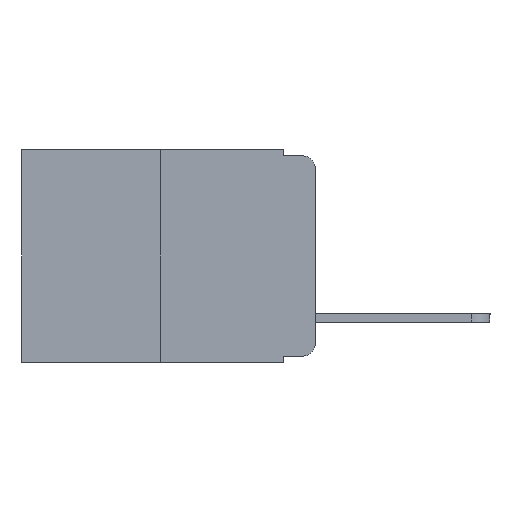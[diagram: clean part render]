
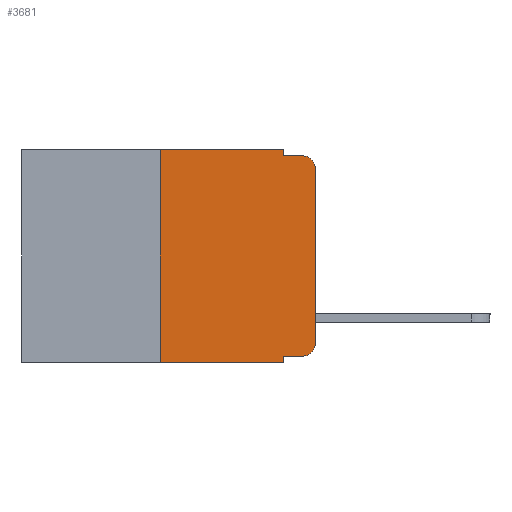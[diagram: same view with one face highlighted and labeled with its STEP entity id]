
A CAD part, left-side view. The second image highlights one B-rep face of the part: STEP entity #3681.
In plain terms, the highlighted planar face has unit normal (-1, 0, 0).
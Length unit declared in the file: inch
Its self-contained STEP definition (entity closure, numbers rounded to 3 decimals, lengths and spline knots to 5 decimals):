
#355 = CARTESIAN_POINT ( 'NONE',  ( 0., 0.02, -0.313 ) ) ;
#449 = ORIENTED_EDGE ( 'NONE', *, *, #6402, .F. ) ;
#653 = ORIENTED_EDGE ( 'NONE', *, *, #6351, .T. ) ;
#844 = ORIENTED_EDGE ( 'NONE', *, *, #6437, .T. ) ;
#1110 = ORIENTED_EDGE ( 'NONE', *, *, #6753, .T. ) ;
#1113 = VECTOR ( 'NONE', #8389, 39.37008 ) ;
#1361 = CARTESIAN_POINT ( 'NONE',  ( 0., 0., -0.313 ) ) ;
#1570 = CARTESIAN_POINT ( 'NONE',  ( 0., 0.051, -0.343 ) ) ;
#1614 = LINE ( 'NONE', #11025, #1113 ) ;
#2028 = DIRECTION ( 'NONE',  ( 0., 0., -1. ) ) ;
#2527 = CARTESIAN_POINT ( 'NONE',  ( 0., 0.051, -0.01 ) ) ;
#2648 = CARTESIAN_POINT ( 'NONE',  ( 0., 0.051, 0. ) ) ;
#3338 = VECTOR ( 'NONE', #7308, 39.37008 ) ;
#3681 = ADVANCED_FACE ( 'NONE', ( #4066 ), #7571, .F. ) ;
#3815 = LINE ( 'NONE', #5840, #3338 ) ;
#3911 = AXIS2_PLACEMENT_3D ( 'NONE', #11841, #7701, #7518 ) ;
#3987 = CARTESIAN_POINT ( 'NONE',  ( 0., 0., -0.03 ) ) ;
#4045 = DIRECTION ( 'NONE',  ( 0., 0., -1. ) ) ;
#4057 = VERTEX_POINT ( 'NONE', #11100 ) ;
#4066 = FACE_OUTER_BOUND ( 'NONE', #14206, .T. ) ;
#4171 = CARTESIAN_POINT ( 'NONE',  ( 0., 0.051, -0.333 ) ) ;
#4403 = CARTESIAN_POINT ( 'NONE',  ( 0., 0.051, -0.01 ) ) ;
#5119 = CIRCLE ( 'NONE', #15962, 0.02 ) ;
#5140 = LINE ( 'NONE', #4171, #14750 ) ;
#5310 = VERTEX_POINT ( 'NONE', #4403 ) ;
#5325 = EDGE_CURVE ( 'NONE', #15250, #12428, #3815, .T. ) ;
#5327 = ORIENTED_EDGE ( 'NONE', *, *, #6331, .T. ) ;
#5346 = ORIENTED_EDGE ( 'NONE', *, *, #6039, .T. ) ;
#5575 = VECTOR ( 'NONE', #6937, 39.37008 ) ;
#5596 = DIRECTION ( 'NONE',  ( 0., -1., 0. ) ) ;
#5837 = VERTEX_POINT ( 'NONE', #13388 ) ;
#5840 = CARTESIAN_POINT ( 'NONE',  ( 0., 0.473, 0. ) ) ;
#6039 = EDGE_CURVE ( 'NONE', #5837, #10781, #10215, .T. ) ;
#6331 = EDGE_CURVE ( 'NONE', #13749, #13233, #7407, .T. ) ;
#6351 = EDGE_CURVE ( 'NONE', #13233, #11423, #6948, .T. ) ;
#6380 = EDGE_CURVE ( 'NONE', #5310, #11423, #13154, .T. ) ;
#6402 = EDGE_CURVE ( 'NONE', #12428, #5310, #15743, .T. ) ;
#6407 = EDGE_CURVE ( 'NONE', #5837, #15250, #1614, .T. ) ;
#6434 = EDGE_CURVE ( 'NONE', #4057, #10781, #12377, .T. ) ;
#6437 = EDGE_CURVE ( 'NONE', #4057, #11438, #5140, .T. ) ;
#6590 = ORIENTED_EDGE ( 'NONE', *, *, #6434, .F. ) ;
#6753 = EDGE_CURVE ( 'NONE', #11438, #13749, #5119, .T. ) ;
#6838 = ORIENTED_EDGE ( 'NONE', *, *, #5325, .F. ) ;
#6874 = CARTESIAN_POINT ( 'NONE',  ( 0., 0.02, -0.03 ) ) ;
#6937 = DIRECTION ( 'NONE',  ( 0., -1., 0. ) ) ;
#6948 = CIRCLE ( 'NONE', #16227, 0.02 ) ;
#7308 = DIRECTION ( 'NONE',  ( 0., -1., 0. ) ) ;
#7407 = LINE ( 'NONE', #16670, #16736 ) ;
#7472 = CARTESIAN_POINT ( 'NONE',  ( 0., 0.473, -0.343 ) ) ;
#7518 = DIRECTION ( 'NONE',  ( 0., 0., -1. ) ) ;
#7571 = PLANE ( 'NONE',  #3911 ) ;
#7701 = DIRECTION ( 'NONE',  ( 1., 0., 0. ) ) ;
#8339 = DIRECTION ( 'NONE',  ( 0., 0., -1. ) ) ;
#8389 = DIRECTION ( 'NONE',  ( 0., 0., 1. ) ) ;
#8856 = DIRECTION ( 'NONE',  ( 0., -1., 0. ) ) ;
#9362 = CARTESIAN_POINT ( 'NONE',  ( 0., 0.25, 0. ) ) ;
#9789 = DIRECTION ( 'NONE',  ( 0., 0., -1. ) ) ;
#10215 = LINE ( 'NONE', #7472, #13570 ) ;
#10573 = DIRECTION ( 'NONE',  ( -1., 0., 0. ) ) ;
#10781 = VERTEX_POINT ( 'NONE', #1570 ) ;
#11025 = CARTESIAN_POINT ( 'NONE',  ( 0., 0.25, 0. ) ) ;
#11063 = ORIENTED_EDGE ( 'NONE', *, *, #6380, .F. ) ;
#11100 = CARTESIAN_POINT ( 'NONE',  ( 0., 0.051, -0.333 ) ) ;
#11423 = VERTEX_POINT ( 'NONE', #16489 ) ;
#11438 = VERTEX_POINT ( 'NONE', #15397 ) ;
#11841 = CARTESIAN_POINT ( 'NONE',  ( 0., 0.473, 0. ) ) ;
#12377 = LINE ( 'NONE', #2648, #15081 ) ;
#12428 = VERTEX_POINT ( 'NONE', #14749 ) ;
#13154 = LINE ( 'NONE', #2527, #5575 ) ;
#13233 = VERTEX_POINT ( 'NONE', #3987 ) ;
#13254 = ORIENTED_EDGE ( 'NONE', *, *, #6407, .F. ) ;
#13388 = CARTESIAN_POINT ( 'NONE',  ( 0., 0.25, -0.343 ) ) ;
#13570 = VECTOR ( 'NONE', #8856, 39.37008 ) ;
#13749 = VERTEX_POINT ( 'NONE', #1361 ) ;
#14206 = EDGE_LOOP ( 'NONE', ( #5327, #653, #11063, #449, #6838, #13254, #5346, #6590, #844, #1110 ) ) ;
#14531 = DIRECTION ( 'NONE',  ( 0., 0., 1. ) ) ;
#14635 = CARTESIAN_POINT ( 'NONE',  ( 0., 0.051, 0. ) ) ;
#14749 = CARTESIAN_POINT ( 'NONE',  ( 0., 0.051, 0. ) ) ;
#14750 = VECTOR ( 'NONE', #5596, 39.37008 ) ;
#15081 = VECTOR ( 'NONE', #9789, 39.37008 ) ;
#15250 = VERTEX_POINT ( 'NONE', #9362 ) ;
#15396 = VECTOR ( 'NONE', #4045, 39.37008 ) ;
#15397 = CARTESIAN_POINT ( 'NONE',  ( 0., 0.02, -0.333 ) ) ;
#15639 = DIRECTION ( 'NONE',  ( -1., 0., 0. ) ) ;
#15743 = LINE ( 'NONE', #14635, #15396 ) ;
#15962 = AXIS2_PLACEMENT_3D ( 'NONE', #355, #10573, #2028 ) ;
#16227 = AXIS2_PLACEMENT_3D ( 'NONE', #6874, #15639, #8339 ) ;
#16489 = CARTESIAN_POINT ( 'NONE',  ( 0., 0.02, -0.01 ) ) ;
#16670 = CARTESIAN_POINT ( 'NONE',  ( 0., 0., 0. ) ) ;
#16736 = VECTOR ( 'NONE', #14531, 39.37008 ) ;
